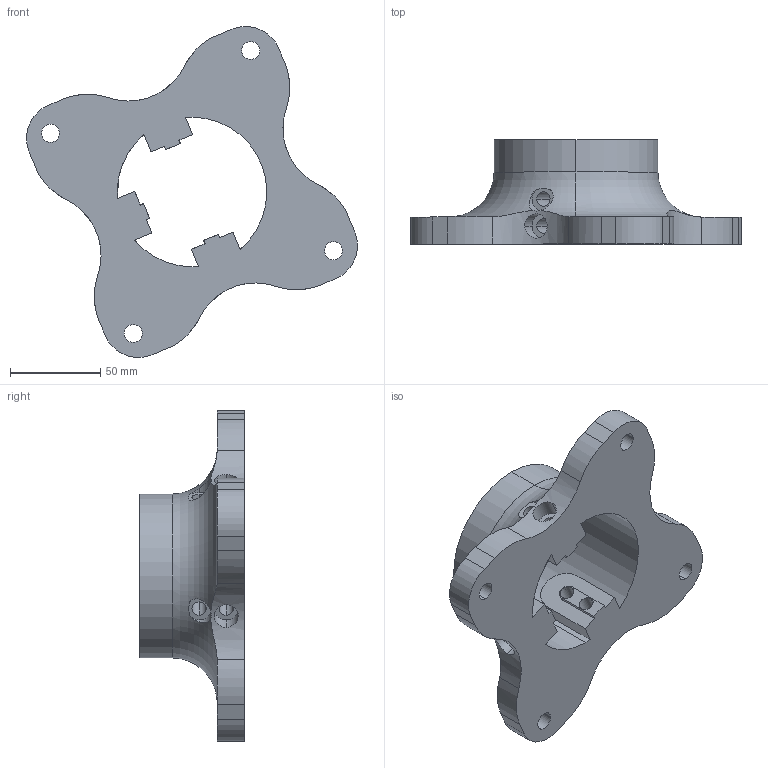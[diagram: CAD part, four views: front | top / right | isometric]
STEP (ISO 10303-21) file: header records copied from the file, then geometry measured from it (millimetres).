
FILE_DESCRIPTION (( 'STEP AP203' ), '1' );
FILE_NAME ('10_ProposedBase_NE.STEP', '2019-11-25T09:37:34', ( '' ), ( '' ), 'SwSTEP 2.0', 'SolidWorks 2018', '' );
FILE_SCHEMA (( 'CONFIG_CONTROL_DESIGN' ));
Length unit declared in the file: millimetre
Products named in the file (2): 10_ProposedBase_NE
Bounding box: 183.68 x 58 x 183.68 mm (x, y, z)
Volume: 310454.8 mm3; surface area: 70759.7 mm2
Topology: 1 solids, 1 shells, 104 faces, 295 edges, 196 vertices
Faces by surface type: cylinder 64, plane 38, torus 2
Entity records: 4306 total; most frequent: CARTESIAN_POINT 1368, ORIENTED_EDGE 590, DIRECTION 582, EDGE_CURVE 295, AXIS2_PLACEMENT_3D 223, VERTEX_POINT 196, LINE 136, VECTOR 136
